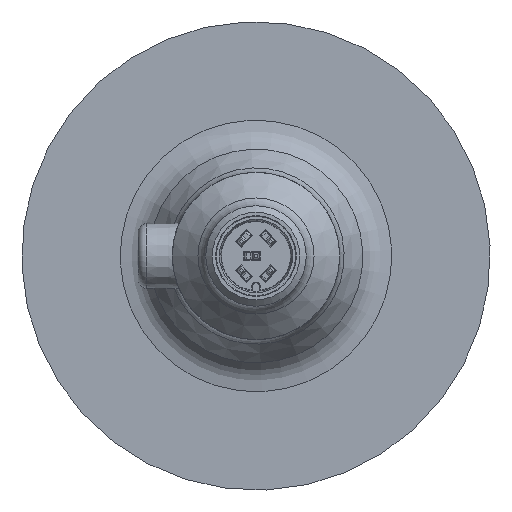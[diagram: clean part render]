
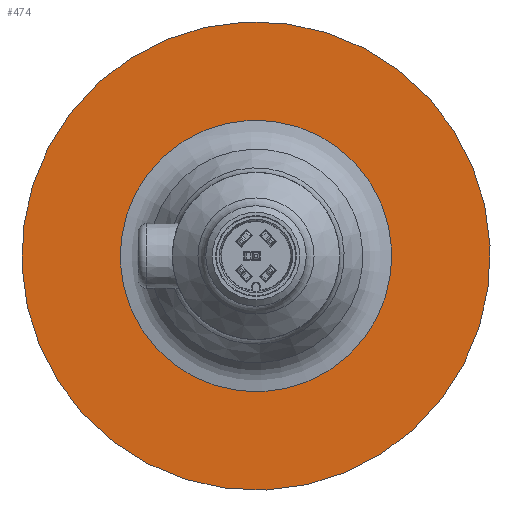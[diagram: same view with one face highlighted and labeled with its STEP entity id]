
A CAD part, left-side view. The second image highlights one B-rep face of the part: STEP entity #474.
In plain terms, the highlighted planar face has unit normal (-1, 0, 0).
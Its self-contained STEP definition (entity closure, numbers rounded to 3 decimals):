
#474 = ADVANCED_FACE( '', ( #980, #981 ), #982, .T. );
#980 = FACE_BOUND( '', #1492, .T. );
#981 = FACE_OUTER_BOUND( '', #1493, .T. );
#982 = PLANE( '', #1494 );
#1492 = EDGE_LOOP( '', ( #2807 ) );
#1493 = EDGE_LOOP( '', ( #2808 ) );
#1494 = AXIS2_PLACEMENT_3D( '', #2809, #2810, #2811 );
#2807 = ORIENTED_EDGE( '', *, *, #3145, .T. );
#2808 = ORIENTED_EDGE( '', *, *, #2951, .T. );
#2809 = CARTESIAN_POINT( '', ( -10., 5.329, 12.866 ) );
#2810 = DIRECTION( '', ( -1., 0., 0. ) );
#2811 = DIRECTION( '', ( 0., 0.383, 0.924 ) );
#2951 = EDGE_CURVE( '', #3515, #3515, #3516, .T. );
#3145 = EDGE_CURVE( '', #3837, #3837, #3838, .F. );
#3515 = VERTEX_POINT( '', #4309 );
#3516 = CIRCLE( '', #4310, 28. );
#3837 = VERTEX_POINT( '', #4745 );
#3838 = CIRCLE( '', #4746, 16.235 );
#4309 = CARTESIAN_POINT( '', ( -10., 10.715, 25.869 ) );
#4310 = AXIS2_PLACEMENT_3D( '', #5368, #5369, #5370 );
#4745 = CARTESIAN_POINT( '', ( -10., 6.213, 15. ) );
#4746 = AXIS2_PLACEMENT_3D( '', #5614, #5615, #5616 );
#5368 = CARTESIAN_POINT( '', ( -10., 0., 0. ) );
#5369 = DIRECTION( '', ( -1., 0., 0. ) );
#5370 = DIRECTION( '', ( 0., 0.383, 0.924 ) );
#5614 = CARTESIAN_POINT( '', ( -10., 0., 0. ) );
#5615 = DIRECTION( '', ( -1., 0., 0. ) );
#5616 = DIRECTION( '', ( 0., 0.383, 0.924 ) );
